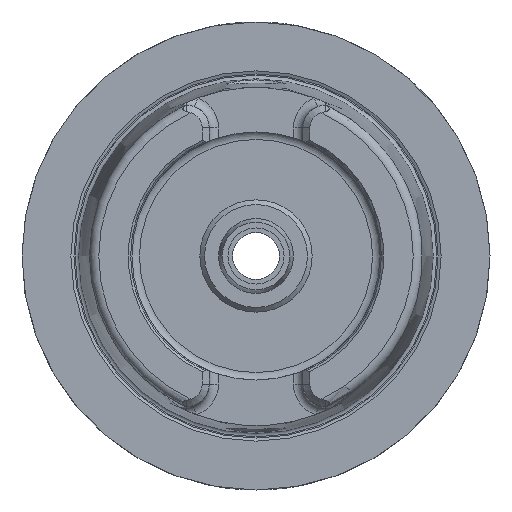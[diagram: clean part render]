
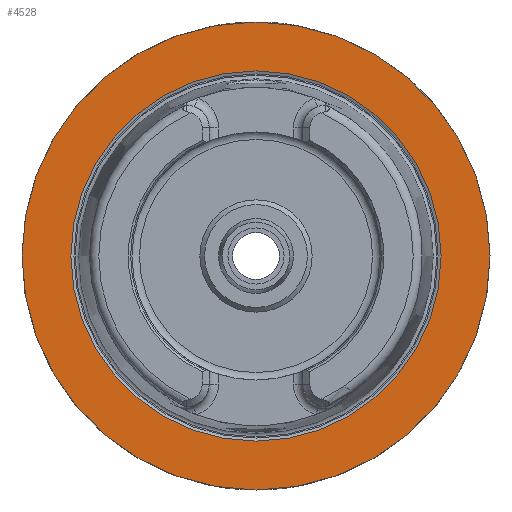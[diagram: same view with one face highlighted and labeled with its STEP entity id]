
A CAD part, left-side view. The second image highlights one B-rep face of the part: STEP entity #4528.
In plain terms, the highlighted planar face has unit normal (-1, 0, 0).
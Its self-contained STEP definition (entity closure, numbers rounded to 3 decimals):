
#1676=CARTESIAN_POINT('',(0.,50.0,0.0));
#1677=VERTEX_POINT('',#1676);
#1678=CARTESIAN_POINT('',(0.,0.,0.0));
#1679=DIRECTION('',(1.0,0.0,0.0));
#1680=DIRECTION('',(0.0,1.0,0.0));
#1681=AXIS2_PLACEMENT_3D('',#1678,#1679,#1680);
#1682=CIRCLE('',#1681,50.0);
#1683=EDGE_CURVE('',#1677,#1677,#1682,.T.);
#4502=CARTESIAN_POINT('',(0.,39.55,0.0));
#4503=VERTEX_POINT('',#4502);
#4504=CARTESIAN_POINT('',(0.,0.,0.0));
#4505=DIRECTION('',(1.0,0.0,0.0));
#4506=DIRECTION('',(0.0,1.0,0.0));
#4507=AXIS2_PLACEMENT_3D('',#4504,#4505,#4506);
#4508=CIRCLE('',#4507,39.55);
#4509=EDGE_CURVE('',#4503,#4503,#4508,.T.);
#4517=CARTESIAN_POINT('',(0.,44.775,0.0));
#4518=DIRECTION('',(-1.0,0.0,0.0));
#4519=DIRECTION('',(0.0,0.0,1.0));
#4520=AXIS2_PLACEMENT_3D('',#4517,#4518,#4519);
#4521=PLANE('',#4520);
#4522=ORIENTED_EDGE('',*,*,#1683,.F.);
#4523=EDGE_LOOP('',(#4522));
#4524=FACE_OUTER_BOUND('',#4523,.T.);
#4525=ORIENTED_EDGE('',*,*,#4509,.T.);
#4526=EDGE_LOOP('',(#4525));
#4527=FACE_BOUND('',#4526,.T.);
#4528=ADVANCED_FACE('',(#4524,#4527),#4521,.T.);
